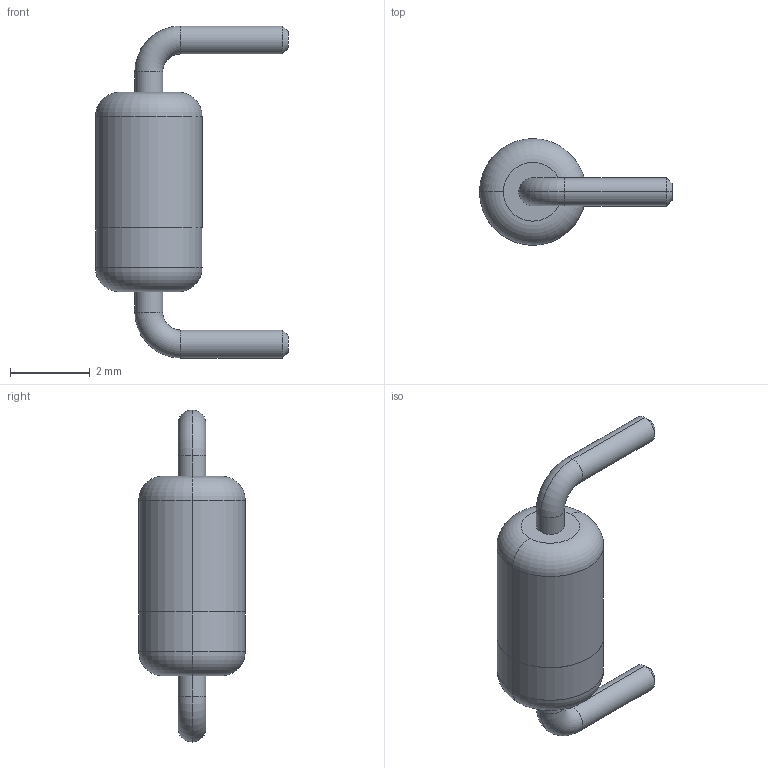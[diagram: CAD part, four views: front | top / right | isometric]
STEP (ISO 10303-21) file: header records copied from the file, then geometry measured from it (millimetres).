
FILE_DESCRIPTION (( 'STEP AP214' ), '1' );
FILE_NAME ('DIODE ZENNER_1A_H.STEP', '2019-06-28T05:08:30', ( 'CONGMANH' ), ( '' ), 'SwSTEP 2.0', 'SolidWorks 2012', '' );
FILE_SCHEMA (( 'AUTOMOTIVE_DESIGN' ));
Length unit declared in the file: millimetre
Products named in the file (1): DIODE ZENNER_1A_H
Bounding box: 4.83 x 2.67 x 8.32 mm (x, y, z)
Volume: 30.2 mm3; surface area: 67.8 mm2
Topology: 1 solids, 1 shells, 30 faces, 58 edges, 34 vertices
Faces by surface type: cylinder 12, torus 8, plane 6, cone 4
Entity records: 916 total; most frequent: DIRECTION 162, CARTESIAN_POINT 123, ORIENTED_EDGE 116, AXIS2_PLACEMENT_3D 73, EDGE_CURVE 58, CIRCLE 42, VERTEX_POINT 34, EDGE_LOOP 34
